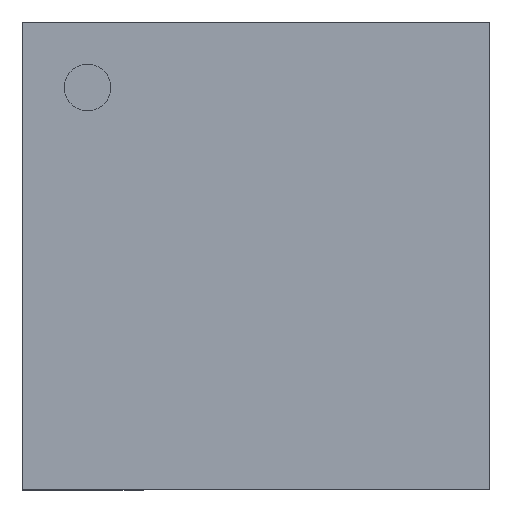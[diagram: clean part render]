
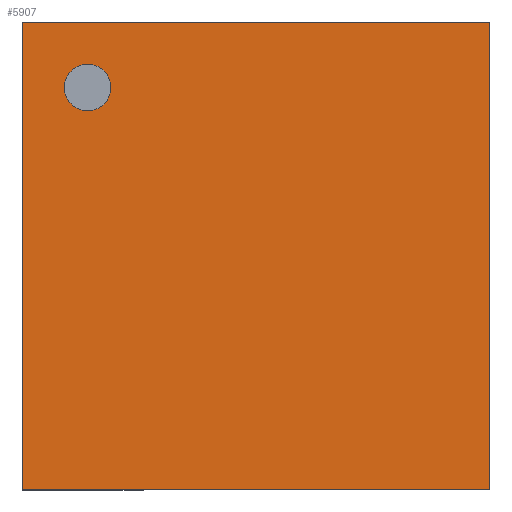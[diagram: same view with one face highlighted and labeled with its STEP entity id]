
A CAD part, top view. The second image highlights one B-rep face of the part: STEP entity #5907.
In plain terms, the highlighted planar face has unit normal (0, 0, 1).
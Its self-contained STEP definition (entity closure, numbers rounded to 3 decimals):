
#103 = EDGE_CURVE ( 'NONE', #2425, #4981, #1655, .T. ) ;
#115 = ORIENTED_EDGE ( 'NONE', *, *, #103, .T. ) ;
#282 = LINE ( 'NONE', #5287, #1230 ) ;
#537 = DIRECTION ( 'NONE',  ( 0., 0., 1. ) ) ;
#566 = VERTEX_POINT ( 'NONE', #5967 ) ;
#719 = DIRECTION ( 'NONE',  ( 1., 0., 0. ) ) ;
#786 = LINE ( 'NONE', #4712, #4770 ) ;
#935 = ORIENTED_EDGE ( 'NONE', *, *, #3433, .F. ) ;
#1092 = DIRECTION ( 'NONE',  ( 0., 0., -1. ) ) ;
#1230 = VECTOR ( 'NONE', #6125, 1000. ) ;
#1378 = DIRECTION ( 'NONE',  ( -1., 0., 0. ) ) ;
#1419 = CIRCLE ( 'NONE', #1525, 0.125 ) ;
#1485 = CARTESIAN_POINT ( 'NONE',  ( 1.25, 1.25, 0.55 ) ) ;
#1525 = AXIS2_PLACEMENT_3D ( 'NONE', #4977, #5891, #6434 ) ;
#1655 = LINE ( 'NONE', #4538, #4332 ) ;
#1678 = DIRECTION ( 'NONE',  ( -1., 0., 0. ) ) ;
#1712 = ORIENTED_EDGE ( 'NONE', *, *, #2790, .F. ) ;
#1869 = CARTESIAN_POINT ( 'NONE',  ( 1.25, 1.25, 0.55 ) ) ;
#2056 = ORIENTED_EDGE ( 'NONE', *, *, #4574, .T. ) ;
#2130 = AXIS2_PLACEMENT_3D ( 'NONE', #4034, #1092, #1678 ) ;
#2154 = FACE_BOUND ( 'NONE', #4580, .T. ) ;
#2259 = VERTEX_POINT ( 'NONE', #3053 ) ;
#2424 = EDGE_CURVE ( 'NONE', #4627, #5789, #282, .T. ) ;
#2425 = VERTEX_POINT ( 'NONE', #6237 ) ;
#2790 = EDGE_CURVE ( 'NONE', #2259, #566, #3466, .T. ) ;
#3053 = CARTESIAN_POINT ( 'NONE',  ( -1.025, 0.9, 0.55 ) ) ;
#3104 = FACE_OUTER_BOUND ( 'NONE', #4499, .T. ) ;
#3433 = EDGE_CURVE ( 'NONE', #566, #2259, #1419, .T. ) ;
#3466 = CIRCLE ( 'NONE', #5997, 0.125 ) ;
#3967 = CARTESIAN_POINT ( 'NONE',  ( -0.9, 0.9, 0.55 ) ) ;
#4006 = DIRECTION ( 'NONE',  ( 0., -1., 0. ) ) ;
#4016 = CARTESIAN_POINT ( 'NONE',  ( -1.25, -1.25, 0.55 ) ) ;
#4034 = CARTESIAN_POINT ( 'NONE',  ( 0., 0., 0.55 ) ) ;
#4123 = PLANE ( 'NONE',  #2130 ) ;
#4154 = VECTOR ( 'NONE', #1378, 1000. ) ;
#4244 = EDGE_CURVE ( 'NONE', #4981, #4627, #786, .T. ) ;
#4332 = VECTOR ( 'NONE', #4006, 1000. ) ;
#4499 = EDGE_LOOP ( 'NONE', ( #115, #6471, #4777, #2056 ) ) ;
#4538 = CARTESIAN_POINT ( 'NONE',  ( -1.25, 1.25, 0.55 ) ) ;
#4574 = EDGE_CURVE ( 'NONE', #5789, #2425, #5936, .T. ) ;
#4580 = EDGE_LOOP ( 'NONE', ( #935, #1712 ) ) ;
#4627 = VERTEX_POINT ( 'NONE', #6086 ) ;
#4712 = CARTESIAN_POINT ( 'NONE',  ( 1.25, -1.25, 0.55 ) ) ;
#4770 = VECTOR ( 'NONE', #719, 1000. ) ;
#4777 = ORIENTED_EDGE ( 'NONE', *, *, #2424, .T. ) ;
#4977 = CARTESIAN_POINT ( 'NONE',  ( -0.9, 0.9, 0.55 ) ) ;
#4981 = VERTEX_POINT ( 'NONE', #4016 ) ;
#5287 = CARTESIAN_POINT ( 'NONE',  ( 1.25, 1.25, 0.55 ) ) ;
#5789 = VERTEX_POINT ( 'NONE', #1485 ) ;
#5891 = DIRECTION ( 'NONE',  ( 0., 0., 1. ) ) ;
#5907 = ADVANCED_FACE ( 'NONE', ( #2154, #3104 ), #4123, .F. ) ;
#5936 = LINE ( 'NONE', #1869, #4154 ) ;
#5967 = CARTESIAN_POINT ( 'NONE',  ( -0.775, 0.9, 0.55 ) ) ;
#5997 = AXIS2_PLACEMENT_3D ( 'NONE', #3967, #537, #6450 ) ;
#6086 = CARTESIAN_POINT ( 'NONE',  ( 1.25, -1.25, 0.55 ) ) ;
#6125 = DIRECTION ( 'NONE',  ( 0., 1., 0. ) ) ;
#6237 = CARTESIAN_POINT ( 'NONE',  ( -1.25, 1.25, 0.55 ) ) ;
#6434 = DIRECTION ( 'NONE',  ( 1., 0., 0. ) ) ;
#6450 = DIRECTION ( 'NONE',  ( 1., 0., 0. ) ) ;
#6471 = ORIENTED_EDGE ( 'NONE', *, *, #4244, .T. ) ;
